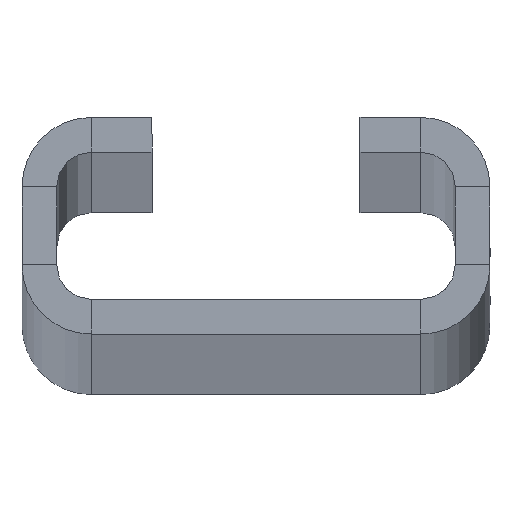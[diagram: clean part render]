
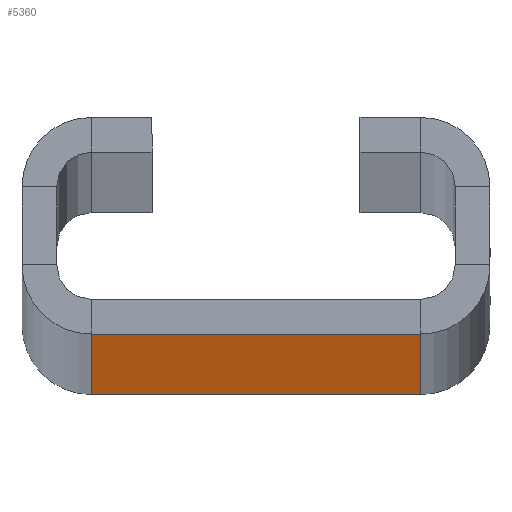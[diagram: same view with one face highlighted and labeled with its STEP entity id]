
A CAD part, top view. The second image highlights one B-rep face of the part: STEP entity #5360.
In plain terms, the highlighted planar face has unit normal (0, -1, 0).
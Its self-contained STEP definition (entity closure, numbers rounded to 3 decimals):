
#121 = CARTESIAN_POINT ( 'NONE',  ( 9.5, 0., 2000. ) ) ;
#146 = VECTOR ( 'NONE', #1704, 1000. ) ;
#169 = LINE ( 'NONE', #1669, #146 ) ;
#203 = CARTESIAN_POINT ( 'NONE',  ( 9.5, 0., 0. ) ) ;
#351 = DIRECTION ( 'NONE',  ( 0., 0., -1. ) ) ;
#356 = CARTESIAN_POINT ( 'NONE',  ( -9.5, 0., 2000. ) ) ;
#814 = AXIS2_PLACEMENT_3D ( 'NONE', #5730, #5439, #5395 ) ;
#1669 = CARTESIAN_POINT ( 'NONE',  ( 9.5, 0., 2000. ) ) ;
#1687 = CARTESIAN_POINT ( 'NONE',  ( -9.5, 0., 2000. ) ) ;
#1704 = DIRECTION ( 'NONE',  ( 0., 0., -1. ) ) ;
#2428 = ORIENTED_EDGE ( 'NONE', *, *, #5179, .T. ) ;
#2669 = VECTOR ( 'NONE', #4328, 1000. ) ;
#2670 = EDGE_CURVE ( 'NONE', #4403, #4544, #169, .T. ) ;
#2700 = LINE ( 'NONE', #4349, #2669 ) ;
#2938 = VECTOR ( 'NONE', #6081, 1000. ) ;
#2979 = LINE ( 'NONE', #6106, #2938 ) ;
#3030 = FACE_OUTER_BOUND ( 'NONE', #5911, .T. ) ;
#3762 = VERTEX_POINT ( 'NONE', #5094 ) ;
#4213 = VECTOR ( 'NONE', #351, 1000. ) ;
#4251 = LINE ( 'NONE', #356, #4213 ) ;
#4328 = DIRECTION ( 'NONE',  ( 1., 0., 0. ) ) ;
#4349 = CARTESIAN_POINT ( 'NONE',  ( -13.5, 0., 0. ) ) ;
#4403 = VERTEX_POINT ( 'NONE', #121 ) ;
#4544 = VERTEX_POINT ( 'NONE', #203 ) ;
#4569 = VERTEX_POINT ( 'NONE', #1687 ) ;
#4819 = ORIENTED_EDGE ( 'NONE', *, *, #5326, .F. ) ;
#5094 = CARTESIAN_POINT ( 'NONE',  ( -9.5, 0., 0. ) ) ;
#5179 = EDGE_CURVE ( 'NONE', #3762, #4544, #2700, .T. ) ;
#5326 = EDGE_CURVE ( 'NONE', #4569, #4403, #2979, .T. ) ;
#5360 = ADVANCED_FACE ( 'NONE', ( #3030 ), #5449, .F. ) ;
#5395 = DIRECTION ( 'NONE',  ( 0., 0., 1. ) ) ;
#5439 = DIRECTION ( 'NONE',  ( 0., 1., 0. ) ) ;
#5449 = PLANE ( 'NONE',  #814 ) ;
#5599 = ORIENTED_EDGE ( 'NONE', *, *, #2670, .F. ) ;
#5708 = ORIENTED_EDGE ( 'NONE', *, *, #5998, .T. ) ;
#5730 = CARTESIAN_POINT ( 'NONE',  ( -13.5, 0., 2000. ) ) ;
#5911 = EDGE_LOOP ( 'NONE', ( #2428, #5599, #4819, #5708 ) ) ;
#5998 = EDGE_CURVE ( 'NONE', #4569, #3762, #4251, .T. ) ;
#6081 = DIRECTION ( 'NONE',  ( 1., 0., 0. ) ) ;
#6106 = CARTESIAN_POINT ( 'NONE',  ( -13.5, 0., 2000. ) ) ;
